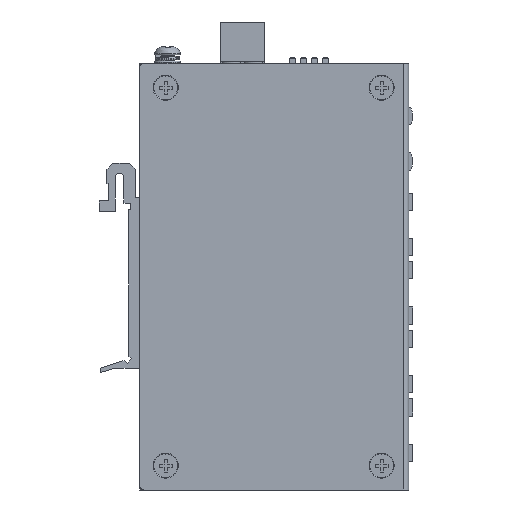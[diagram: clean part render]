
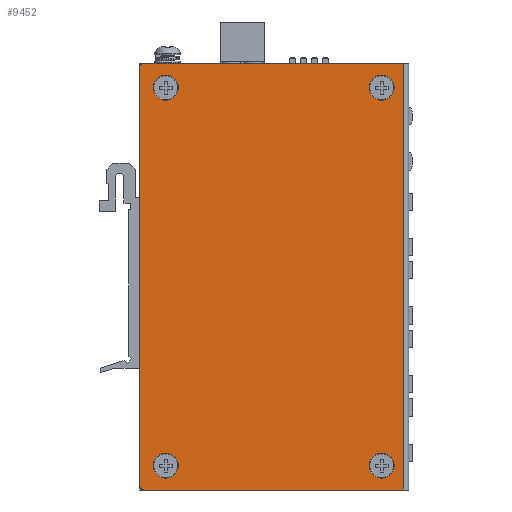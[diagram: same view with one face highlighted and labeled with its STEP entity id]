
A CAD part, front view. The second image highlights one B-rep face of the part: STEP entity #9452.
In plain terms, the highlighted face is planar.
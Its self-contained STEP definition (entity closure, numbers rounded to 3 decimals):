
#7210=DIRECTION('',(1.,0.,0.));
#7211=VECTOR('',#7210,98.);
#7212=CARTESIAN_POINT('',(-159.592,24.,53.8));
#7213=LINE('',#7212,#7211);
#7240=CARTESIAN_POINT('',(-67.192,24.,-0.8));
#7241=DIRECTION('',(0.,-1.,0.));
#7242=DIRECTION('',(-1.,0.,0.));
#7243=AXIS2_PLACEMENT_3D('',#7240,#7241,#7242);
#7248=CARTESIAN_POINT('',(-67.192,24.,-0.8));
#7249=DIRECTION('',(0.,-1.,0.));
#7250=DIRECTION('',(1.,0.,0.));
#7251=AXIS2_PLACEMENT_3D('',#7248,#7249,#7250);
#7256=CARTESIAN_POINT('',(-67.192,24.,48.8));
#7257=DIRECTION('',(0.,-1.,0.));
#7258=DIRECTION('',(-1.,0.,0.));
#7259=AXIS2_PLACEMENT_3D('',#7256,#7257,#7258);
#7264=CARTESIAN_POINT('',(-67.192,24.,48.8));
#7265=DIRECTION('',(0.,-1.,0.));
#7266=DIRECTION('',(1.,0.,0.));
#7267=AXIS2_PLACEMENT_3D('',#7264,#7265,#7266);
#7272=CARTESIAN_POINT('',(-153.992,24.,48.8));
#7273=DIRECTION('',(0.,-1.,0.));
#7274=DIRECTION('',(-1.,0.,0.));
#7275=AXIS2_PLACEMENT_3D('',#7272,#7273,#7274);
#7280=CARTESIAN_POINT('',(-153.992,24.,48.8));
#7281=DIRECTION('',(0.,-1.,0.));
#7282=DIRECTION('',(1.,0.,0.));
#7283=AXIS2_PLACEMENT_3D('',#7280,#7281,#7282);
#7288=CARTESIAN_POINT('',(-153.992,24.,-0.8));
#7289=DIRECTION('',(0.,-1.,0.));
#7290=DIRECTION('',(-1.,0.,0.));
#7291=AXIS2_PLACEMENT_3D('',#7288,#7289,#7290);
#7296=CARTESIAN_POINT('',(-153.992,24.,-0.8));
#7297=DIRECTION('',(0.,-1.,0.));
#7298=DIRECTION('',(1.,0.,0.));
#7299=AXIS2_PLACEMENT_3D('',#7296,#7297,#7298);
#7304=CARTESIAN_POINT('',(-158.592,24.,-5.8));
#7305=DIRECTION('',(0.,1.,0.));
#7306=DIRECTION('',(0.,0.,-1.));
#7307=AXIS2_PLACEMENT_3D('',#7304,#7305,#7306);
#7312=DIRECTION('',(-1.,0.,0.));
#7313=VECTOR('',#7312,96.);
#7314=CARTESIAN_POINT('',(-62.592,24.,-6.8));
#7315=LINE('',#7314,#7313);
#7319=CARTESIAN_POINT('',(-62.592,24.,-5.8));
#7320=DIRECTION('',(0.,1.,0.));
#7321=DIRECTION('',(1.,0.,0.));
#7322=AXIS2_PLACEMENT_3D('',#7319,#7320,#7321);
#7327=DIRECTION('',(0.,0.,-1.));
#7328=VECTOR('',#7327,59.6);
#7329=CARTESIAN_POINT('',(-61.592,24.,53.8));
#7330=LINE('',#7329,#7328);
#7334=DIRECTION('',(0.,0.,1.));
#7335=VECTOR('',#7334,59.6);
#7336=CARTESIAN_POINT('',(-159.592,24.,-5.8));
#7337=LINE('',#7336,#7335);
#8427=CARTESIAN_POINT('',(-159.592,24.,53.8));
#8428=CARTESIAN_POINT('',(-61.592,24.,53.8));
#8429=VERTEX_POINT('',#8427);
#8430=VERTEX_POINT('',#8428);
#8459=CARTESIAN_POINT('',(-70.067,24.,-0.8));
#8460=CARTESIAN_POINT('',(-64.317,24.,-0.8));
#8461=VERTEX_POINT('',#8459);
#8462=VERTEX_POINT('',#8460);
#8491=CARTESIAN_POINT('',(-70.067,24.,48.8));
#8492=CARTESIAN_POINT('',(-64.317,24.,48.8));
#8493=VERTEX_POINT('',#8491);
#8494=VERTEX_POINT('',#8492);
#8499=CARTESIAN_POINT('',(-156.867,24.,48.8));
#8500=CARTESIAN_POINT('',(-151.117,24.,48.8));
#8501=VERTEX_POINT('',#8499);
#8502=VERTEX_POINT('',#8500);
#8507=CARTESIAN_POINT('',(-156.867,24.,-0.8));
#8508=CARTESIAN_POINT('',(-151.117,24.,-0.8));
#8509=VERTEX_POINT('',#8507);
#8510=VERTEX_POINT('',#8508);
#8547=CARTESIAN_POINT('',(-158.592,24.,-6.8));
#8548=CARTESIAN_POINT('',(-159.592,24.,-5.8));
#8549=VERTEX_POINT('',#8547);
#8550=VERTEX_POINT('',#8548);
#8563=CARTESIAN_POINT('',(-61.592,24.,-5.8));
#8564=CARTESIAN_POINT('',(-62.592,24.,-6.8));
#8565=VERTEX_POINT('',#8563);
#8566=VERTEX_POINT('',#8564);
#9410=CARTESIAN_POINT('',(-61.592,24.,55.));
#9411=DIRECTION('',(0.,1.,0.));
#9412=DIRECTION('',(1.,0.,0.));
#9413=AXIS2_PLACEMENT_3D('',#9410,#9411,#9412);
#9414=PLANE('',#9413);
#9416=ORIENTED_EDGE('',*,*,#9415,.F.);
#9418=ORIENTED_EDGE('',*,*,#9417,.F.);
#9420=ORIENTED_EDGE('',*,*,#9419,.F.);
#9422=ORIENTED_EDGE('',*,*,#9421,.F.);
#9423=ORIENTED_EDGE('',*,*,#9394,.F.);
#9425=ORIENTED_EDGE('',*,*,#9424,.F.);
#9426=EDGE_LOOP('',(#9416,#9418,#9420,#9422,#9423,#9425));
#9427=FACE_OUTER_BOUND('',#9426,.F.);
#9429=ORIENTED_EDGE('',*,*,#9428,.F.);
#9431=ORIENTED_EDGE('',*,*,#9430,.F.);
#9432=EDGE_LOOP('',(#9429,#9431));
#9433=FACE_BOUND('',#9432,.F.);
#9435=ORIENTED_EDGE('',*,*,#9434,.F.);
#9437=ORIENTED_EDGE('',*,*,#9436,.F.);
#9438=EDGE_LOOP('',(#9435,#9437));
#9439=FACE_BOUND('',#9438,.F.);
#9441=ORIENTED_EDGE('',*,*,#9440,.F.);
#9443=ORIENTED_EDGE('',*,*,#9442,.F.);
#9444=EDGE_LOOP('',(#9441,#9443));
#9445=FACE_BOUND('',#9444,.F.);
#9447=ORIENTED_EDGE('',*,*,#9446,.F.);
#9449=ORIENTED_EDGE('',*,*,#9448,.F.);
#9450=EDGE_LOOP('',(#9447,#9449));
#9451=FACE_BOUND('',#9450,.F.);
#7244=CIRCLE('',#7243,2.875);
#7252=CIRCLE('',#7251,2.875);
#7260=CIRCLE('',#7259,2.875);
#7268=CIRCLE('',#7267,2.875);
#7276=CIRCLE('',#7275,2.875);
#7284=CIRCLE('',#7283,2.875);
#7292=CIRCLE('',#7291,2.875);
#7300=CIRCLE('',#7299,2.875);
#7308=CIRCLE('',#7307,1.);
#7323=CIRCLE('',#7322,1.);
#9394=EDGE_CURVE('',#8429,#8430,#7213,.T.);
#9415=EDGE_CURVE('',#8549,#8550,#7308,.T.);
#9417=EDGE_CURVE('',#8566,#8549,#7315,.T.);
#9419=EDGE_CURVE('',#8565,#8566,#7323,.T.);
#9421=EDGE_CURVE('',#8430,#8565,#7330,.T.);
#9424=EDGE_CURVE('',#8550,#8429,#7337,.T.);
#9428=EDGE_CURVE('',#8493,#8494,#7260,.T.);
#9430=EDGE_CURVE('',#8494,#8493,#7268,.T.);
#9434=EDGE_CURVE('',#8501,#8502,#7276,.T.);
#9436=EDGE_CURVE('',#8502,#8501,#7284,.T.);
#9440=EDGE_CURVE('',#8509,#8510,#7292,.T.);
#9442=EDGE_CURVE('',#8510,#8509,#7300,.T.);
#9446=EDGE_CURVE('',#8461,#8462,#7244,.T.);
#9448=EDGE_CURVE('',#8462,#8461,#7252,.T.);
#9452=ADVANCED_FACE('',(#9427,#9433,#9439,#9445,#9451),#9414,.T.);
